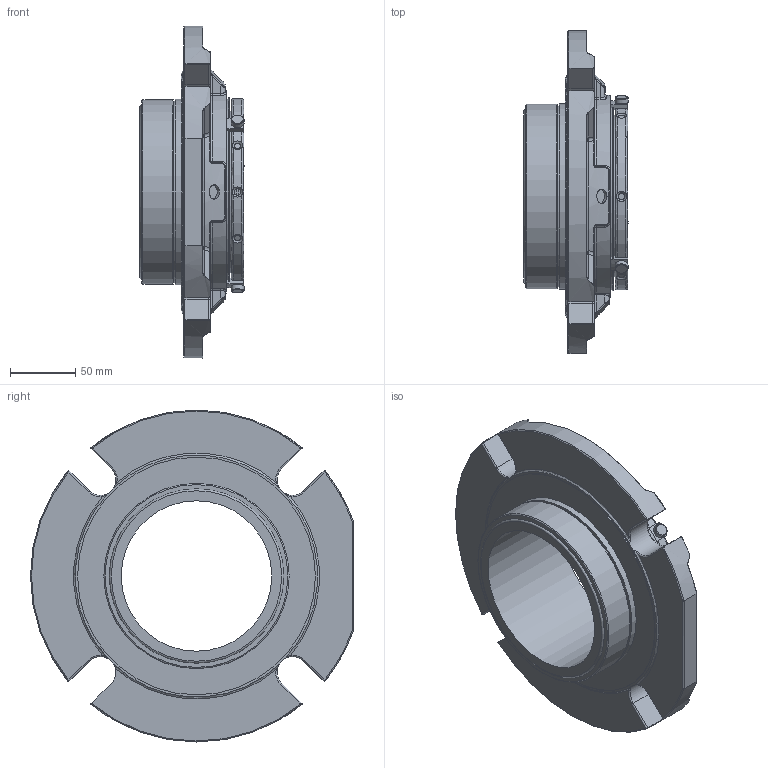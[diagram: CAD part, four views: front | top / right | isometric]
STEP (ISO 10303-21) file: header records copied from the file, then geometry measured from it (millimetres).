
FILE_DESCRIPTION(/* description */ ('Unknown'),/* implementation_level */ '2;1');
FILE_NAME(/* name */ '115mm',/* time_stamp */ '2023-02-14T13:54:23+00:00',/* author */ ('Unknown'),/* organization */ ('Unknown'),/* preprocessor_version */ 'ST-DEVELOPER v16.7',/* originating_system */ 'Solid Edge',/* authorisation */ 'Unknown');
FILE_SCHEMA (('AUTOMOTIVE_DESIGN {1 0 10303 214 3 1 1}'));
Length unit declared in the file: millimetre
Products named in the file (1): 115mm
Bounding box: 79.63 x 246.87 x 253.75 mm (x, y, z)
Volume: 1059912.9 mm3; surface area: 157653.9 mm2
Topology: 1 solids, 1 shells, 636 faces, 1656 edges, 1037 vertices
Faces by surface type: plane 220, cylinder 160, bspline 98, torus 83, sphere 39, cone 36
Full cylindrical faces by diameter (mm): 3.761 x1, 5 x2, 6 x3, 10 x3, 10.998 x3, 115.011 x1, 123.8 x1, 131.75 x1, 133.325 x1, 138.405 x1, 141.275 x1, 141.605 x1, 142.824 x1, 144.348 x1, 181.737 x1
Entity records: 26753 total; most frequent: CARTESIAN_POINT 7959, ORIENTED_EDGE 3116, DIRECTION 2748, EDGE_CURVE 1558, AXIS2_PLACEMENT_3D 1106, VERTEX_POINT 997, EDGE_LOOP 747, FACE_BOUND 747
